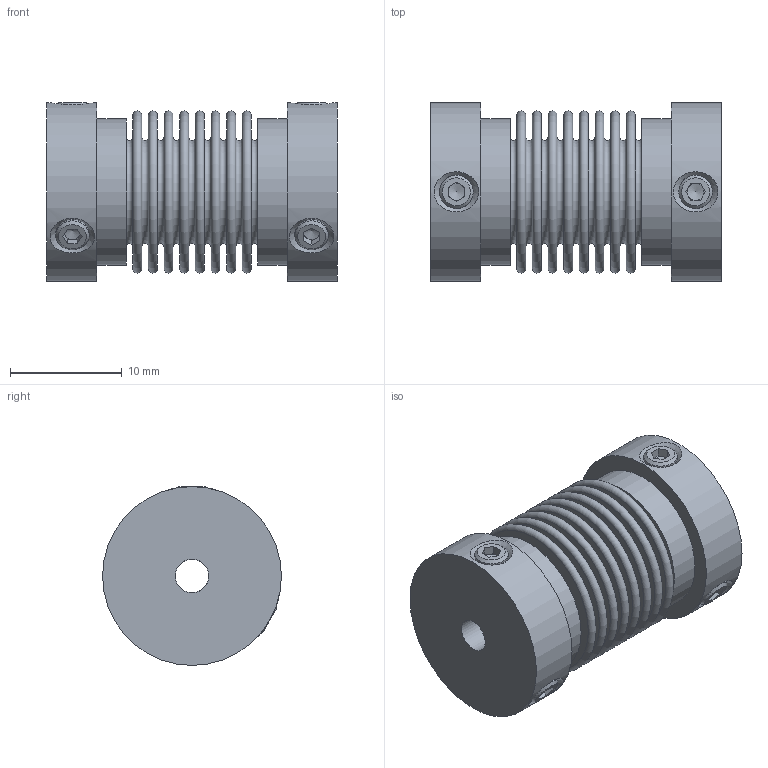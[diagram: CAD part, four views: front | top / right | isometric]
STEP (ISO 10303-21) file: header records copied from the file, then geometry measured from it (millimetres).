
FILE_DESCRIPTION( ( 'Unknown' ), '1' );
FILE_NAME( 'MKA 0,4.stp', 'Unknown', ( 'Unknown' ), ( 'Unknown' ), 'PSStep 10.1', 'Unknown', ' ' );
FILE_SCHEMA( ( 'AUTOMOTIVE_DESIGN { 1 0 10303 214 1 1 1 1 }' ) );
Length unit declared in the file: millimetre
Products named in the file (1): 21315454
Bounding box: 26 x 16 x 16 mm (x, y, z)
Volume: 2517.3 mm3; surface area: 5363.7 mm2
Topology: 1 solids, 1 shells, 156 faces, 313 edges, 201 vertices
Faces by surface type: plane 96, torus 34, cylinder 14, cone 12
Full cylindrical faces by diameter (mm): 2.5 x4, 3 x6, 13.1 x2, 16 x2
Entity records: 5176 total; most frequent: CARTESIAN_POINT 961, DIRECTION 650, ORIENTED_EDGE 448, AXIS2_PLACEMENT_3D 277, EDGE_LOOP 264, EDGE_CURVE 224, FACE_OUTER_BOUND 204, VERTEX_POINT 180
